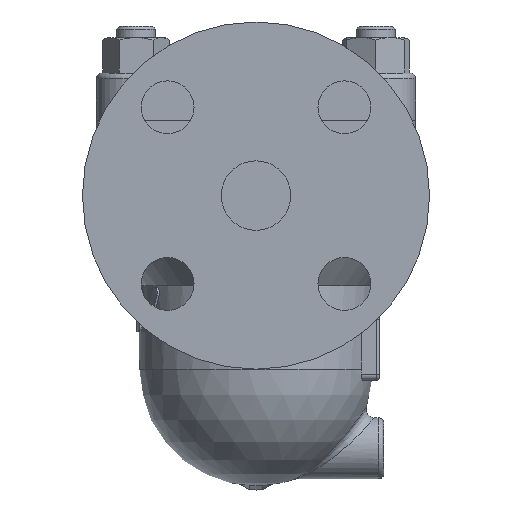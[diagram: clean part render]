
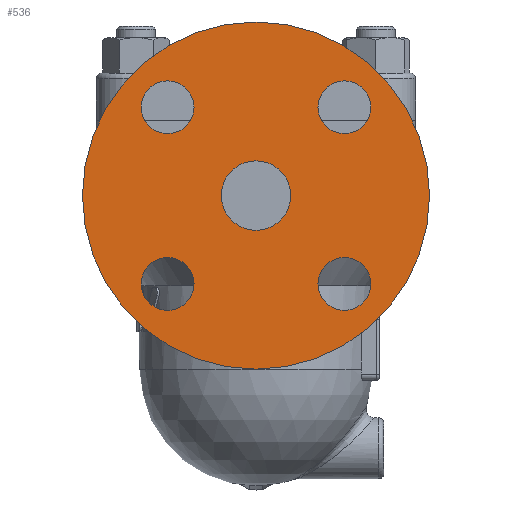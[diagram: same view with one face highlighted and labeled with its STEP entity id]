
A CAD part, left-side view. The second image highlights one B-rep face of the part: STEP entity #536.
In plain terms, the highlighted free-form (B-spline) face has degree [1, 1] with [2, 2] control points.
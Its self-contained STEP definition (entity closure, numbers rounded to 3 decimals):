
#73=CARTESIAN_POINT('',(-135.5,0.0,-19.5));
#74=VERTEX_POINT('',#73);
#75=CARTESIAN_POINT('',(-135.5,0.0,-7.));
#76=DIRECTION('',(1.0,0.0,0.0));
#77=DIRECTION('',(0.0,0.0,-1.0));
#78=AXIS2_PLACEMENT_3D('',#75,#76,#77);
#79=CIRCLE('',#78,12.5);
#80=EDGE_CURVE('',#74,#74,#79,.T.);
#223=CARTESIAN_POINT('',(-135.5,0.0,55.5));
#224=VERTEX_POINT('',#223);
#225=CARTESIAN_POINT('',(-135.5,0.0,-7.));
#226=DIRECTION('',(-1.0,0.0,0.0));
#227=DIRECTION('',(0.0,0.0,1.0));
#228=AXIS2_PLACEMENT_3D('',#225,#226,#227);
#229=CIRCLE('',#228,62.5);
#230=EDGE_CURVE('',#224,#224,#229,.T.);
#246=CARTESIAN_POINT('',(-135.5,-22.32,24.82));
#247=VERTEX_POINT('',#246);
#248=CARTESIAN_POINT('',(-135.5,-31.82,24.82));
#249=DIRECTION('',(1.0,0.0,0.0));
#250=DIRECTION('',(0.0,1.0,0.0));
#251=AXIS2_PLACEMENT_3D('',#248,#249,#250);
#252=CIRCLE('',#251,9.5);
#253=EDGE_CURVE('',#247,#247,#252,.T.);
#266=CARTESIAN_POINT('',(-135.5,-31.82,-29.32));
#267=VERTEX_POINT('',#266);
#268=CARTESIAN_POINT('',(-135.5,-31.82,-38.82));
#269=DIRECTION('',(1.0,0.0,0.0));
#270=DIRECTION('',(0.0,0.0,1.0));
#271=AXIS2_PLACEMENT_3D('',#268,#269,#270);
#272=CIRCLE('',#271,9.5);
#273=EDGE_CURVE('',#267,#267,#272,.T.);
#286=CARTESIAN_POINT('',(-135.5,22.32,-38.82));
#287=VERTEX_POINT('',#286);
#288=CARTESIAN_POINT('',(-135.5,31.82,-38.82));
#289=DIRECTION('',(1.0,0.0,0.0));
#290=DIRECTION('',(0.0,-1.0,0.0));
#291=AXIS2_PLACEMENT_3D('',#288,#289,#290);
#292=CIRCLE('',#291,9.5);
#293=EDGE_CURVE('',#287,#287,#292,.T.);
#306=CARTESIAN_POINT('',(-135.5,31.82,15.32));
#307=VERTEX_POINT('',#306);
#308=CARTESIAN_POINT('',(-135.5,31.82,24.82));
#309=DIRECTION('',(1.0,0.0,0.0));
#310=DIRECTION('',(0.0,0.0,-1.0));
#311=AXIS2_PLACEMENT_3D('',#308,#309,#310);
#312=CIRCLE('',#311,9.5);
#313=EDGE_CURVE('',#307,#307,#312,.T.);
#513=CARTESIAN_POINT('',(-135.5,62.5,55.5));
#514=CARTESIAN_POINT('',(-135.5,62.5,-69.5));
#515=CARTESIAN_POINT('',(-135.5,-62.5,55.5));
#516=CARTESIAN_POINT('',(-135.5,-62.5,-69.5));
#517=B_SPLINE_SURFACE_WITH_KNOTS('',1,1,((#513,#515),(#514,#516)),.UNSPECIFIED.,.F.,.F.,.U.,(2,2),(2,2),(0.0,125.0),(0.0,125.0),.UNSPECIFIED.);
#518=ORIENTED_EDGE('',*,*,#230,.T.);
#519=EDGE_LOOP('',(#518));
#520=FACE_OUTER_BOUND('',#519,.T.);
#521=ORIENTED_EDGE('',*,*,#80,.T.);
#522=EDGE_LOOP('',(#521));
#523=FACE_BOUND('',#522,.T.);
#524=ORIENTED_EDGE('',*,*,#253,.T.);
#525=EDGE_LOOP('',(#524));
#526=FACE_BOUND('',#525,.T.);
#527=ORIENTED_EDGE('',*,*,#273,.T.);
#528=EDGE_LOOP('',(#527));
#529=FACE_BOUND('',#528,.T.);
#530=ORIENTED_EDGE('',*,*,#293,.T.);
#531=EDGE_LOOP('',(#530));
#532=FACE_BOUND('',#531,.T.);
#533=ORIENTED_EDGE('',*,*,#313,.T.);
#534=EDGE_LOOP('',(#533));
#535=FACE_BOUND('',#534,.T.);
#536=ADVANCED_FACE('',(#520,#523,#526,#529,#532,#535),#517,.T.);
